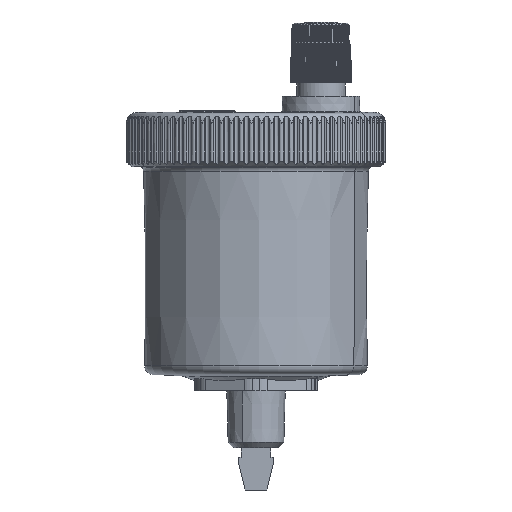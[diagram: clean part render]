
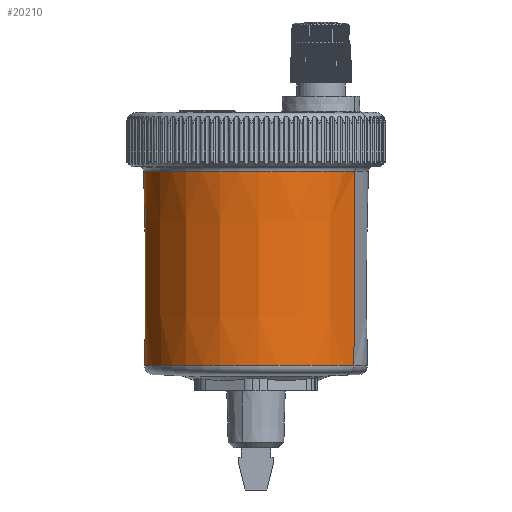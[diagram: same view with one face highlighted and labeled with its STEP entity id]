
A CAD part, left-side view. The second image highlights one B-rep face of the part: STEP entity #20210.
In plain terms, the highlighted conical face has half-angle 0.3 degrees and reference radius 20.589 mm.
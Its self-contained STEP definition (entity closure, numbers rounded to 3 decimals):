
#20141=CARTESIAN_POINT('Vertex',(-9.546,-18.249,-0.38)) ;
#20143=CARTESIAN_POINT('Vertex',(10.385,18.234,-0.38)) ;
#20168=CARTESIAN_POINT('Axis2P3D Location',(0.42,-0.007,-0.38)) ;
#20180=CARTESIAN_POINT('Axis2P3D Location',(0.42,-0.007,-37.9)) ;
#20185=CARTESIAN_POINT('Line Origine',(-9.499,-18.163,-18.935)) ;
#20189=CARTESIAN_POINT('Vertex',(-9.456,-18.084,-36.209)) ;
#20192=CARTESIAN_POINT('Line Origine',(10.338,18.149,-18.935)) ;
#20196=CARTESIAN_POINT('Vertex',(10.295,18.069,-36.209)) ;
#20199=CARTESIAN_POINT('Axis2P3D Location',(0.42,-0.007,-36.209)) ;
#20169=DIRECTION('Axis2P3D Direction',(0.,-0.,-1.)) ;
#20181=DIRECTION('Axis2P3D Direction',(0.,0.,1.)) ;
#20182=DIRECTION('Axis2P3D XDirection',(-0.479,-0.878,0.)) ;
#20186=DIRECTION('Vector Direction',(-0.003,-0.005,1.)) ;
#20193=DIRECTION('Vector Direction',(0.003,0.005,1.)) ;
#20200=DIRECTION('Axis2P3D Direction',(0.,0.,1.)) ;
#20170=AXIS2_PLACEMENT_3D('Circle Axis2P3D',#20168,#20169,$) ;
#20183=AXIS2_PLACEMENT_3D('Cone Axis2P3D',#20180,#20181,#20182) ;
#20201=AXIS2_PLACEMENT_3D('Circle Axis2P3D',#20199,#20200,$) ;
#20205=ORIENTED_EDGE('',*,*,#20191,.F.) ;
#20206=ORIENTED_EDGE('',*,*,#20172,.F.) ;
#20207=ORIENTED_EDGE('',*,*,#20198,.T.) ;
#20208=ORIENTED_EDGE('',*,*,#20203,.F.) ;
#20187=VECTOR('Line Direction',#20186,1.) ;
#20194=VECTOR('Line Direction',#20193,1.) ;
#20210=ADVANCED_FACE('PartBody',(#20209),#20184,.T.) ;
#20171=CIRCLE('generated circle',#20170,20.786) ;
#20202=CIRCLE('generated circle',#20201,20.598) ;
#20184=CONICAL_SURFACE('Cone',#20183,20.589,0.005) ;
#20172=EDGE_CURVE('',#20144,#20142,#20171,.F.) ;
#20191=EDGE_CURVE('',#20142,#20190,#20188,.F.) ;
#20198=EDGE_CURVE('',#20144,#20197,#20195,.F.) ;
#20203=EDGE_CURVE('',#20190,#20197,#20202,.F.) ;
#20204=EDGE_LOOP('',(#20205,#20206,#20207,#20208)) ;
#20209=FACE_OUTER_BOUND('',#20204,.T.) ;
#20188=LINE('Line',#20185,#20187) ;
#20195=LINE('Line',#20192,#20194) ;
#20142=VERTEX_POINT('',#20141) ;
#20144=VERTEX_POINT('',#20143) ;
#20190=VERTEX_POINT('',#20189) ;
#20197=VERTEX_POINT('',#20196) ;
